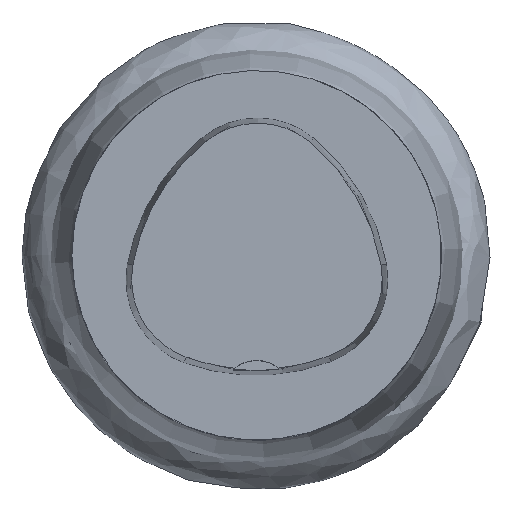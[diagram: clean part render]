
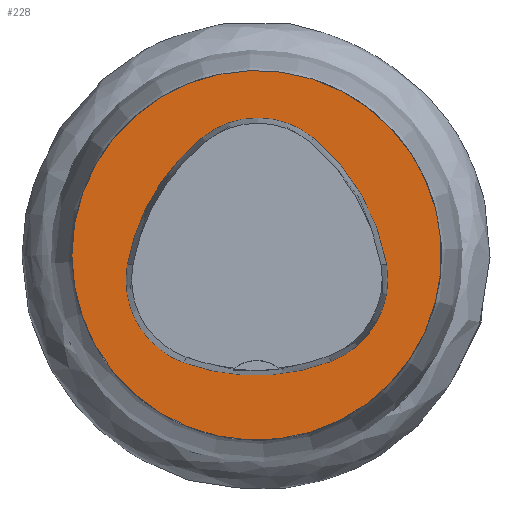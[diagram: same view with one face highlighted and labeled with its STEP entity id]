
A CAD part, top view. The second image highlights one B-rep face of the part: STEP entity #228.
In plain terms, the highlighted planar face has unit normal (0, 0, 1).
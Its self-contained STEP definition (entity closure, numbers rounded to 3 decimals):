
#202=FACE_BOUND('',#323,.T.);
#203=FACE_BOUND('',#324,.T.);
#228=ADVANCED_FACE('',(#202,#203),#249,.T.);
#249=PLANE('',#781);
#323=EDGE_LOOP('',(#420,#421,#422,#423,#424,#425));
#324=EDGE_LOOP('',(#426));
#420=ORIENTED_EDGE('',*,*,#566,.T.);
#421=ORIENTED_EDGE('',*,*,#546,.T.);
#422=ORIENTED_EDGE('',*,*,#550,.T.);
#423=ORIENTED_EDGE('',*,*,#553,.T.);
#424=ORIENTED_EDGE('',*,*,#556,.T.);
#425=ORIENTED_EDGE('',*,*,#564,.T.);
#426=ORIENTED_EDGE('',*,*,#532,.F.);
#484=VERTEX_POINT('',#1065);
#498=VERTEX_POINT('',#1126);
#499=VERTEX_POINT('',#1127);
#502=VERTEX_POINT('',#1135);
#504=VERTEX_POINT('',#1141);
#506=VERTEX_POINT('',#1147);
#513=VERTEX_POINT('',#1168);
#532=EDGE_CURVE('',#484,#484,#587,.T.);
#546=EDGE_CURVE('',#498,#499,#593,.T.);
#550=EDGE_CURVE('',#499,#502,#595,.T.);
#553=EDGE_CURVE('',#502,#504,#597,.T.);
#556=EDGE_CURVE('',#504,#506,#599,.T.);
#564=EDGE_CURVE('',#506,#513,#603,.T.);
#566=EDGE_CURVE('',#513,#498,#605,.T.);
#587=CIRCLE('',#744,31.5);
#593=CIRCLE('',#759,36.);
#595=CIRCLE('',#762,15.);
#597=CIRCLE('',#765,36.);
#599=CIRCLE('',#768,15.);
#603=CIRCLE('',#773,36.);
#605=CIRCLE('',#776,15.);
#744=AXIS2_PLACEMENT_3D('',#1064,#868,#869);
#759=AXIS2_PLACEMENT_3D('',#1125,#902,#903);
#762=AXIS2_PLACEMENT_3D('',#1134,#910,#911);
#765=AXIS2_PLACEMENT_3D('',#1140,#917,#918);
#768=AXIS2_PLACEMENT_3D('',#1146,#924,#925);
#773=AXIS2_PLACEMENT_3D('',#1169,#936,#937);
#776=AXIS2_PLACEMENT_3D('',#1172,#942,#943);
#781=AXIS2_PLACEMENT_3D('',#1177,#952,#953);
#868=DIRECTION('',(0.,0.,-1.));
#869=DIRECTION('',(-1.,0.,0.));
#902=DIRECTION('',(0.,0.,-1.));
#903=DIRECTION('',(-1.,0.,0.));
#910=DIRECTION('',(0.,0.,-1.));
#911=DIRECTION('',(-1.,0.,0.));
#917=DIRECTION('',(0.,0.,-1.));
#918=DIRECTION('',(-1.,0.,0.));
#924=DIRECTION('',(0.,0.,-1.));
#925=DIRECTION('',(-1.,0.,0.));
#936=DIRECTION('',(0.,0.,-1.));
#937=DIRECTION('',(-1.,0.,0.));
#942=DIRECTION('',(0.,0.,-1.));
#943=DIRECTION('',(-1.,0.,0.));
#952=DIRECTION('',(0.,0.,1.));
#953=DIRECTION('',(1.,0.,0.));
#1064=CARTESIAN_POINT('',(0.,0.,0.));
#1065=CARTESIAN_POINT('',(-31.5,0.,0.));
#1125=CARTESIAN_POINT('',(13.398,-7.893,0.));
#1126=CARTESIAN_POINT('',(-22.041,-1.562,0.));
#1127=CARTESIAN_POINT('',(-9.317,20.036,0.));
#1134=CARTESIAN_POINT('',(0.148,8.399,0.));
#1135=CARTESIAN_POINT('',(9.779,19.898,0.));
#1140=CARTESIAN_POINT('',(-13.337,-7.7,0.));
#1141=CARTESIAN_POINT('',(22.122,-1.48,0.));
#1146=CARTESIAN_POINT('',(7.347,-4.071,0.));
#1147=CARTESIAN_POINT('',(12.693,-18.087,0.));
#1168=CARTESIAN_POINT('',(-12.373,-18.307,0.));
#1169=CARTESIAN_POINT('',(-0.137,15.55,0.));
#1172=CARTESIAN_POINT('',(-7.275,-4.2,0.));
#1177=CARTESIAN_POINT('',(0.,0.,0.));
